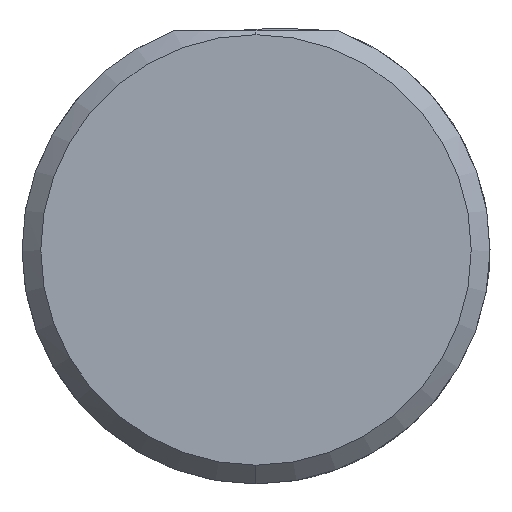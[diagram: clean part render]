
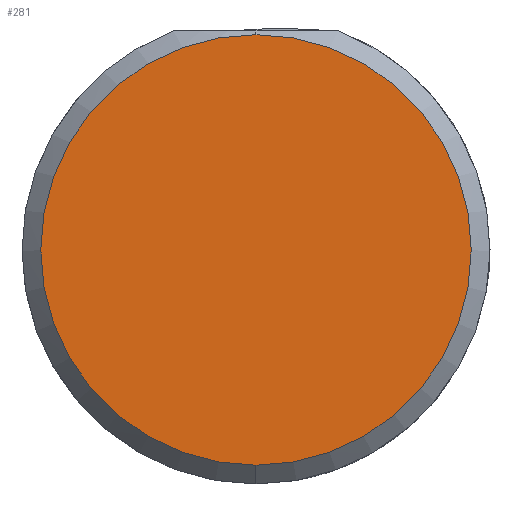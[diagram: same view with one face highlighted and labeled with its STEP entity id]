
A CAD part, left-side view. The second image highlights one B-rep face of the part: STEP entity #281.
In plain terms, the highlighted planar face has unit normal (-1, 0, 0).
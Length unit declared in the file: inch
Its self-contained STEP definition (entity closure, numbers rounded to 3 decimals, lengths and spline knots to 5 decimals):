
#34 = AXIS2_PLACEMENT_3D ( 'NONE', #435, #79, #485 ) ;
#39 = DIRECTION ( 'NONE',  ( 1., 0., 0. ) ) ;
#79 = DIRECTION ( 'NONE',  ( -1., 0., 0. ) ) ;
#95 = ORIENTED_EDGE ( 'NONE', *, *, #114, .T. ) ;
#101 = VERTEX_POINT ( 'NONE', #640 ) ;
#110 = VERTEX_POINT ( 'NONE', #229 ) ;
#114 = EDGE_CURVE ( 'NONE', #110, #101, #223, .T. ) ;
#150 = CARTESIAN_POINT ( 'NONE',  ( 0., 0., 0. ) ) ;
#223 = CIRCLE ( 'NONE', #34, 0.17235 ) ;
#229 = CARTESIAN_POINT ( 'NONE',  ( 0., 0., 0.17235 ) ) ;
#236 = DIRECTION ( 'NONE',  ( 0., 0., -1. ) ) ;
#281 = ADVANCED_FACE ( 'NONE', ( #473 ), #527, .F. ) ;
#287 = DIRECTION ( 'NONE',  ( 0., 0., 1. ) ) ;
#344 = EDGE_CURVE ( 'NONE', #101, #110, #430, .T. ) ;
#351 = CARTESIAN_POINT ( 'NONE',  ( 0., 0., 0. ) ) ;
#355 = DIRECTION ( 'NONE',  ( -1., 0., 0. ) ) ;
#410 = AXIS2_PLACEMENT_3D ( 'NONE', #150, #355, #287 ) ;
#430 = CIRCLE ( 'NONE', #410, 0.17235 ) ;
#435 = CARTESIAN_POINT ( 'NONE',  ( 0., 0., 0. ) ) ;
#473 = FACE_OUTER_BOUND ( 'NONE', #541, .T. ) ;
#485 = DIRECTION ( 'NONE',  ( 0., 0., 1. ) ) ;
#527 = PLANE ( 'NONE',  #534 ) ;
#534 = AXIS2_PLACEMENT_3D ( 'NONE', #351, #39, #236 ) ;
#541 = EDGE_LOOP ( 'NONE', ( #604, #95 ) ) ;
#604 = ORIENTED_EDGE ( 'NONE', *, *, #344, .T. ) ;
#640 = CARTESIAN_POINT ( 'NONE',  ( 0., 0., -0.17235 ) ) ;
